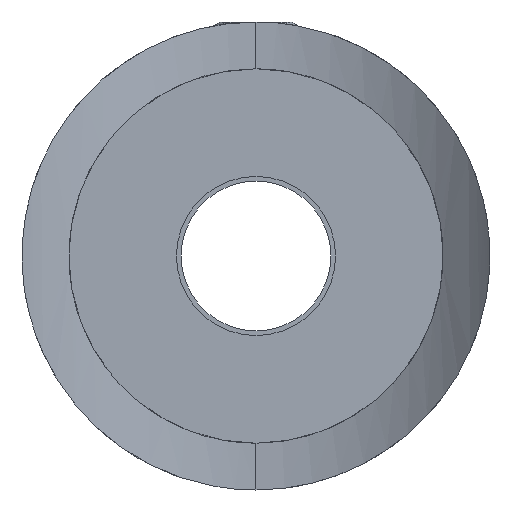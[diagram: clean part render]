
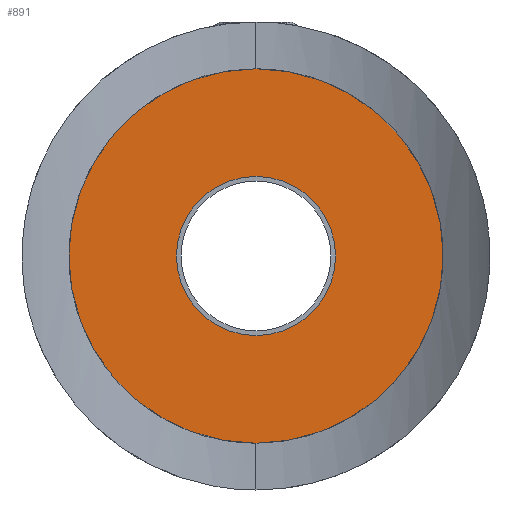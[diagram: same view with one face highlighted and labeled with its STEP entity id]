
A CAD part, left-side view. The second image highlights one B-rep face of the part: STEP entity #891.
In plain terms, the highlighted planar face has unit normal (-1, 0, 0).
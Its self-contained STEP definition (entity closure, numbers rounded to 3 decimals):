
#27 = CIRCLE ( 'NONE', #1264, 10. ) ;
#44 = CARTESIAN_POINT ( 'NONE',  ( 0., 0., -10. ) ) ;
#52 = VERTEX_POINT ( 'NONE', #44 ) ;
#80 = DIRECTION ( 'NONE',  ( 0., 0., -1. ) ) ;
#105 = DIRECTION ( 'NONE',  ( 0., 0., 1. ) ) ;
#151 = AXIS2_PLACEMENT_3D ( 'NONE', #223, #812, #80 ) ;
#196 = AXIS2_PLACEMENT_3D ( 'NONE', #526, #1550, #1401 ) ;
#223 = CARTESIAN_POINT ( 'NONE',  ( 0., 10., 0. ) ) ;
#239 = FACE_BOUND ( 'NONE', #493, .T. ) ;
#293 = EDGE_CURVE ( 'NONE', #1494, #1116, #1865, .T. ) ;
#329 = CARTESIAN_POINT ( 'NONE',  ( 0., 0., -4.25 ) ) ;
#493 = EDGE_LOOP ( 'NONE', ( #795, #1516 ) ) ;
#512 = ORIENTED_EDGE ( 'NONE', *, *, #1668, .T. ) ;
#517 = DIRECTION ( 'NONE',  ( -1., 0., 0. ) ) ;
#526 = CARTESIAN_POINT ( 'NONE',  ( 0., 0., 0. ) ) ;
#565 = DIRECTION ( 'NONE',  ( -1., 0., 0. ) ) ;
#680 = DIRECTION ( 'NONE',  ( 0., 0., 1. ) ) ;
#692 = PLANE ( 'NONE',  #151 ) ;
#716 = VERTEX_POINT ( 'NONE', #1484 ) ;
#723 = CARTESIAN_POINT ( 'NONE',  ( 0., 0., 0. ) ) ;
#748 = CARTESIAN_POINT ( 'NONE',  ( 0., 0., 4.25 ) ) ;
#795 = ORIENTED_EDGE ( 'NONE', *, *, #976, .F. ) ;
#812 = DIRECTION ( 'NONE',  ( 1., 0., 0. ) ) ;
#890 = ORIENTED_EDGE ( 'NONE', *, *, #1235, .T. ) ;
#891 = ADVANCED_FACE ( 'NONE', ( #239, #1732 ), #692, .F. ) ;
#937 = DIRECTION ( 'NONE',  ( 0., 0., 1. ) ) ;
#965 = CARTESIAN_POINT ( 'NONE',  ( 0., 0., 0. ) ) ;
#976 = EDGE_CURVE ( 'NONE', #1116, #1494, #1011, .T. ) ;
#1011 = CIRCLE ( 'NONE', #1591, 4.25 ) ;
#1112 = CIRCLE ( 'NONE', #196, 10. ) ;
#1116 = VERTEX_POINT ( 'NONE', #748 ) ;
#1137 = EDGE_LOOP ( 'NONE', ( #512, #890 ) ) ;
#1218 = AXIS2_PLACEMENT_3D ( 'NONE', #965, #517, #680 ) ;
#1235 = EDGE_CURVE ( 'NONE', #52, #716, #1112, .T. ) ;
#1264 = AXIS2_PLACEMENT_3D ( 'NONE', #1809, #1803, #937 ) ;
#1401 = DIRECTION ( 'NONE',  ( 0., 0., 1. ) ) ;
#1484 = CARTESIAN_POINT ( 'NONE',  ( 0., 0., 10. ) ) ;
#1494 = VERTEX_POINT ( 'NONE', #329 ) ;
#1516 = ORIENTED_EDGE ( 'NONE', *, *, #293, .F. ) ;
#1550 = DIRECTION ( 'NONE',  ( -1., 0., 0. ) ) ;
#1591 = AXIS2_PLACEMENT_3D ( 'NONE', #723, #565, #105 ) ;
#1668 = EDGE_CURVE ( 'NONE', #716, #52, #27, .T. ) ;
#1732 = FACE_OUTER_BOUND ( 'NONE', #1137, .T. ) ;
#1803 = DIRECTION ( 'NONE',  ( -1., 0., 0. ) ) ;
#1809 = CARTESIAN_POINT ( 'NONE',  ( 0., 0., 0. ) ) ;
#1865 = CIRCLE ( 'NONE', #1218, 4.25 ) ;
